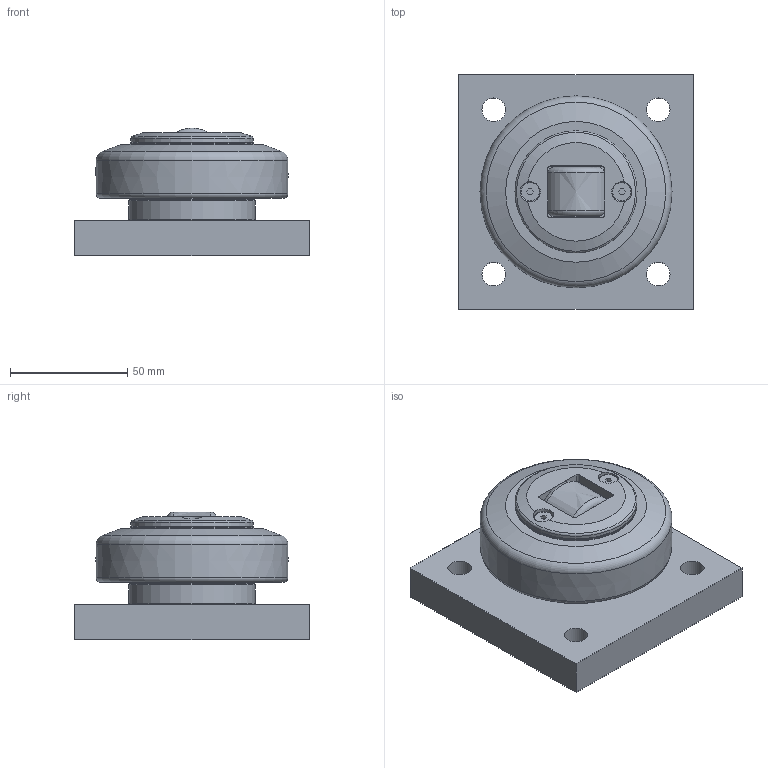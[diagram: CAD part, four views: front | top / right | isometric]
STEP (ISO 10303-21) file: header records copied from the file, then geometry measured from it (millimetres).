
FILE_DESCRIPTION(/* description */ ('-','CAx-IF Rec.Pracs.---Representation and Presentation of Product Manufacturing Information (PMI)---4.0---2014-10-13'),/* implementation_level */ '2;1');
FILE_NAME(/* name */ 'b7a9ddb8-1949-4bfc-8e3c-af6ac103c4af.stp',/* time_stamp */ '2020-04-01T16:16:00+02:00',/* author */ ('-'),/* organization */ ('NTI CADcenter A/S'),/* preprocessor_version */ 'ST-DEVELOPER v18',/* originating_system */ 'Autodesk Inventor 2020',/* authorisation */ '-');
FILE_SCHEMA (('AP242_MANAGED_MODEL_BASED_3D_ENGINEERING_MIM_LF { 1 0 10303 442 1 1 4 }'));
Length unit declared in the file: millimetre
Products named in the file (1): PT 080.0320 BQ1000_Kontur
Bounding box: 100 x 100 x 54.5 mm (x, y, z)
Volume: 287184.1 mm3; surface area: 43461 mm2
Topology: 1 solids, 1 shells, 98 faces, 272 edges, 185 vertices
Faces by surface type: plane 46, cylinder 31, cone 12, torus 7, bspline 2
Full cylindrical faces by diameter (mm): 4 x2, 4.5 x2, 7.8 x2, 8.6 x2, 10.106 x4, 46.2 x1, 52 x3, 54 x1
Entity records: 3380 total; most frequent: CARTESIAN_POINT 668, DIRECTION 585, ORIENTED_EDGE 544, EDGE_CURVE 272, AXIS2_PLACEMENT_3D 224, VERTEX_POINT 185, LINE 137, VECTOR 137
